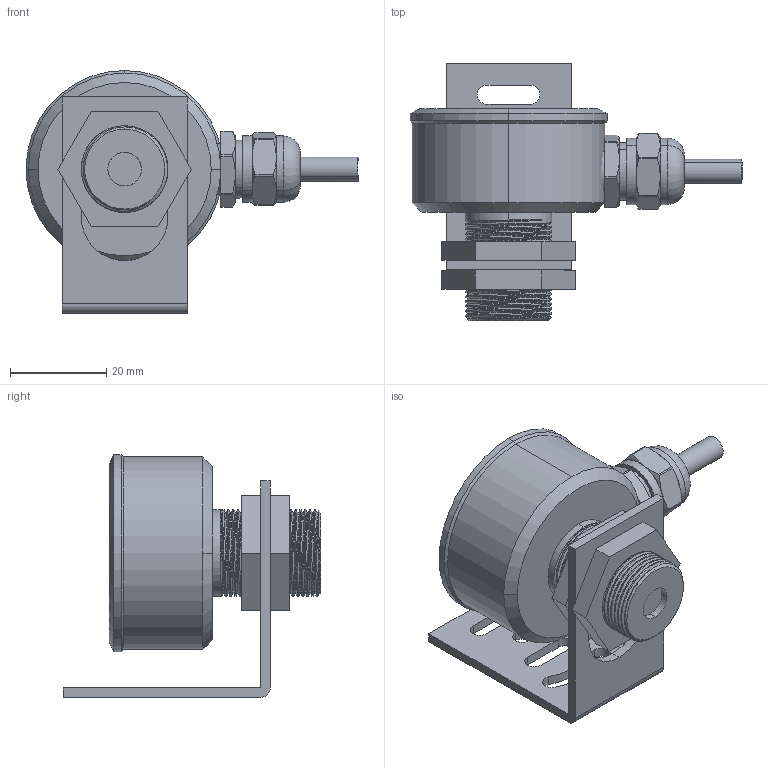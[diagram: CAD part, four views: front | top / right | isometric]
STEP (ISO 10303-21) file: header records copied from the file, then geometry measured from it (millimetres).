
FILE_DESCRIPTION (( 'STEP AP214' ), '1' );
FILE_NAME ('SRTH600-405-2807_3D.STEP', '2022-03-11T16:18:10', ( '' ), ( '' ), 'SwSTEP 2.0', 'SolidWorks 2021', '' );
FILE_SCHEMA (( 'AUTOMOTIVE_DESIGN' ));
Length unit declared in the file: inch
Products named in the file (6): HWCW-33; PRT0003; 2; SRTH600-405-2807_3D; 3; HWCW-32
Assembly tree (6 placements, depth 2):
  SRTH600-405-2807_3D
    HWCW-32
    HWCW-33
    PRT0003
    3  x2
    2
Bounding box: 69 x 53.5 x 50.5 mm (x, y, z)
Volume: 27789 mm3; surface area: 19618.2 mm2
Topology: 6 solids, 6 shells, 235 faces, 610 edges, 402 vertices
Faces by surface type: cylinder 107, plane 63, cone 36, bspline 27, torus 2
Entity records: 18903 total; most frequent: CARTESIAN_POINT 13625, ORIENTED_EDGE 1172, DIRECTION 814, EDGE_CURVE 586, VERTEX_POINT 386, AXIS2_PLACEMENT_3D 308, B_SPLINE_CURVE_WITH_KNOTS 287, EDGE_LOOP 254
